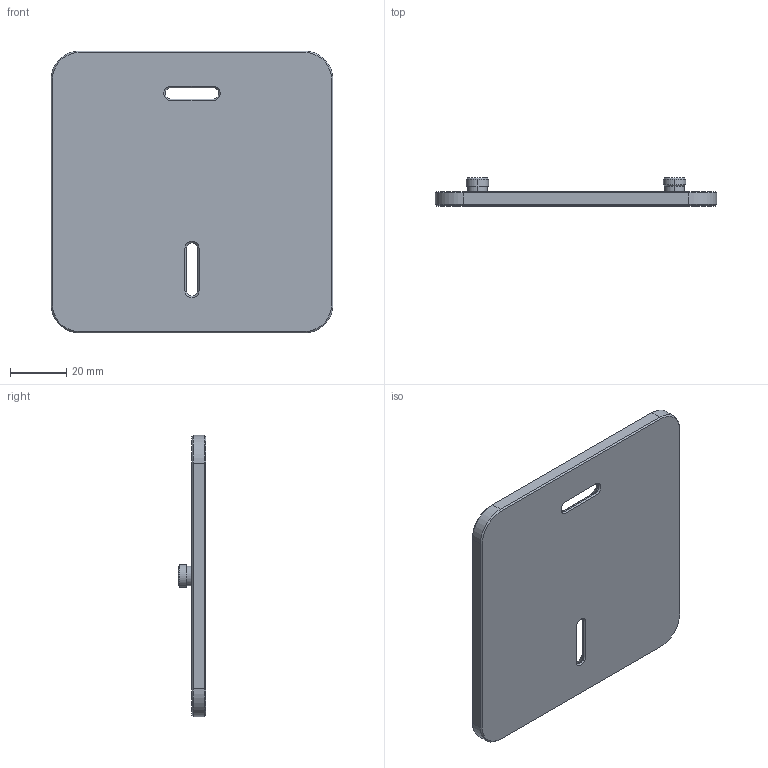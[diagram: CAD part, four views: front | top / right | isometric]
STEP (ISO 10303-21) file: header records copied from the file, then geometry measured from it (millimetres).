
FILE_DESCRIPTION (( 'STEP AP214' ), '1' );
FILE_NAME ('beacon_mount_V0.STEP', '2026-02-27T09:03:08', ( '' ), ( '' ), 'SwSTEP 2.0', 'SolidWorks 2024', '' );
FILE_SCHEMA (( 'AUTOMOTIVE_DESIGN' ));
Length unit declared in the file: millimetre
Products named in the file (1): beacon_mount_V0
Bounding box: 100 x 9.9 x 100 mm (x, y, z)
Volume: 48152.8 mm3; surface area: 21823.1 mm2
Topology: 1 solids, 1 shells, 81 faces, 181 edges, 107 vertices
Faces by surface type: plane 35, cone 24, cylinder 22
Entity records: 2245 total; most frequent: DIRECTION 412, CARTESIAN_POINT 370, ORIENTED_EDGE 362, EDGE_CURVE 181, AXIS2_PLACEMENT_3D 149, VECTOR 114, LINE 114, VERTEX_POINT 107
